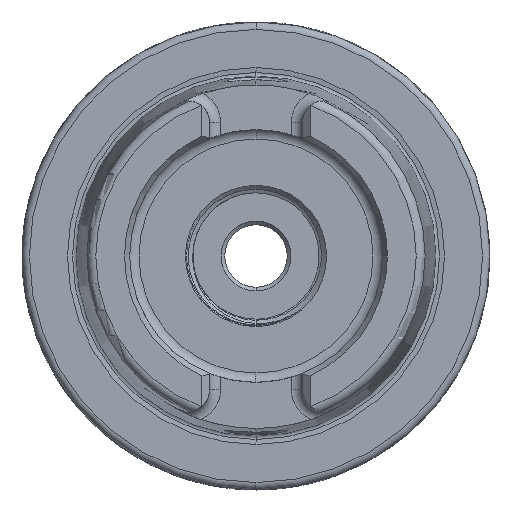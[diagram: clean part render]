
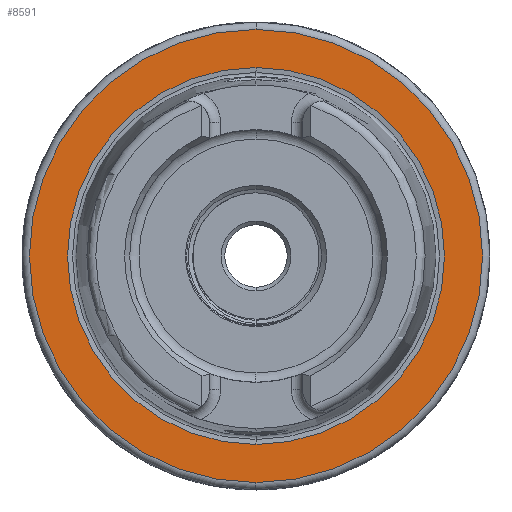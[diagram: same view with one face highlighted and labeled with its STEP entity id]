
A CAD part, left-side view. The second image highlights one B-rep face of the part: STEP entity #8591.
In plain terms, the highlighted planar face has unit normal (-1, 0, 0).
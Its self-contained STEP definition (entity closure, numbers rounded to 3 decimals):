
#1019 = VERTEX_POINT ( 'NONE', #28578 ) ;
#1028 = VERTEX_POINT ( 'NONE', #28542 ) ;
#1066 = VERTEX_POINT ( 'NONE', #28552 ) ;
#1154 = VERTEX_POINT ( 'NONE', #28804 ) ;
#5791 = DIRECTION ( 'NONE',  ( 0., 0., -1. ) ) ;
#5818 = CARTESIAN_POINT ( 'NONE',  ( 0., 0., 0. ) ) ;
#5819 = DIRECTION ( 'NONE',  ( 1., 0., 0. ) ) ;
#8591 = ADVANCED_FACE ( 'NONE', ( #24681, #24665 ), #29321, .T. ) ;
#8803 = CARTESIAN_POINT ( 'NONE',  ( 0., 0., 0. ) ) ;
#8806 = DIRECTION ( 'NONE',  ( -1., 0., 0. ) ) ;
#8820 = DIRECTION ( 'NONE',  ( 0., 0., 1. ) ) ;
#10857 = CARTESIAN_POINT ( 'NONE',  ( 0., 0., 0. ) ) ;
#10887 = DIRECTION ( 'NONE',  ( -1., 0., 0. ) ) ;
#10888 = DIRECTION ( 'NONE',  ( 0., 0., 1. ) ) ;
#11439 = DIRECTION ( 'NONE',  ( 1., 0., 0. ) ) ;
#11452 = DIRECTION ( 'NONE',  ( 0., 0., -1. ) ) ;
#11464 = CARTESIAN_POINT ( 'NONE',  ( 0., 0., 0. ) ) ;
#11533 = EDGE_LOOP ( 'NONE', ( #25213, #25278 ) ) ;
#17426 = AXIS2_PLACEMENT_3D ( 'NONE', #29306, #29308, #29344 ) ;
#17616 = EDGE_CURVE ( 'NONE', #1154, #1066, #20625, .T. ) ;
#17677 = EDGE_CURVE ( 'NONE', #1019, #1028, #20670, .T. ) ;
#18883 = EDGE_CURVE ( 'NONE', #1028, #1019, #20021, .T. ) ;
#18950 = EDGE_CURVE ( 'NONE', #1066, #1154, #20119, .T. ) ;
#20021 = CIRCLE ( 'NONE', #21909, 30.5 ) ;
#20119 = CIRCLE ( 'NONE', #21312, 25.369 ) ;
#20625 = CIRCLE ( 'NONE', #21774, 25.369 ) ;
#20670 = CIRCLE ( 'NONE', #21752, 30.5 ) ;
#21312 = AXIS2_PLACEMENT_3D ( 'NONE', #5818, #5819, #5791 ) ;
#21752 = AXIS2_PLACEMENT_3D ( 'NONE', #10857, #10887, #10888 ) ;
#21774 = AXIS2_PLACEMENT_3D ( 'NONE', #11464, #11439, #11452 ) ;
#21909 = AXIS2_PLACEMENT_3D ( 'NONE', #8803, #8806, #8820 ) ;
#24665 = FACE_BOUND ( 'NONE', #30135, .T. ) ;
#24681 = FACE_OUTER_BOUND ( 'NONE', #11533, .T. ) ;
#25213 = ORIENTED_EDGE ( 'NONE', *, *, #18883, .T. ) ;
#25218 = ORIENTED_EDGE ( 'NONE', *, *, #17616, .T. ) ;
#25265 = ORIENTED_EDGE ( 'NONE', *, *, #18950, .T. ) ;
#25278 = ORIENTED_EDGE ( 'NONE', *, *, #17677, .T. ) ;
#28542 = CARTESIAN_POINT ( 'NONE',  ( 0., 0., 30.5 ) ) ;
#28552 = CARTESIAN_POINT ( 'NONE',  ( 0., 0., 25.369 ) ) ;
#28578 = CARTESIAN_POINT ( 'NONE',  ( 0., 0., -30.5 ) ) ;
#28804 = CARTESIAN_POINT ( 'NONE',  ( 0., 0., -25.369 ) ) ;
#29306 = CARTESIAN_POINT ( 'NONE',  ( 0., 25.369, 0. ) ) ;
#29308 = DIRECTION ( 'NONE',  ( -1., 0., 0. ) ) ;
#29321 = PLANE ( 'NONE',  #17426 ) ;
#29344 = DIRECTION ( 'NONE',  ( 0., 0., 1. ) ) ;
#30135 = EDGE_LOOP ( 'NONE', ( #25265, #25218 ) ) ;
